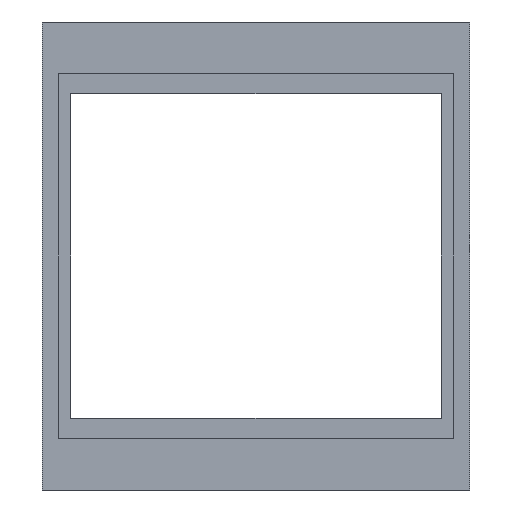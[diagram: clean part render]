
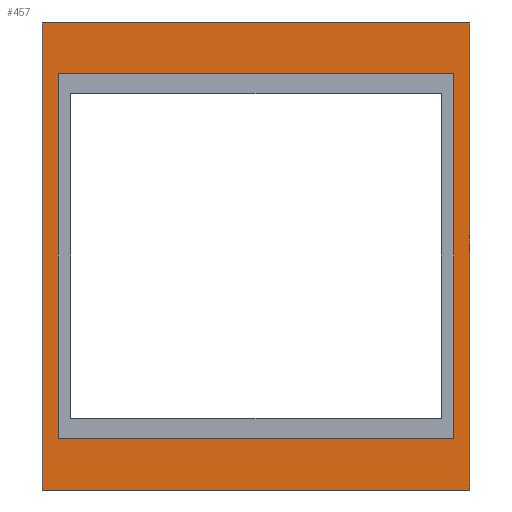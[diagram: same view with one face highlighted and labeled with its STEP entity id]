
A CAD part, front view. The second image highlights one B-rep face of the part: STEP entity #457.
In plain terms, the highlighted planar face has unit normal (0, -1, 0).
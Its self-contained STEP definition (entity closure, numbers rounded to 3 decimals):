
#443=AXIS2_PLACEMENT_3D('Plane Axis2P3D',#440,#441,#442) ;
#174=CARTESIAN_POINT('Vertex',(-52.25,174.,66.723)) ;
#177=CARTESIAN_POINT('Line Origine',(0.,174.,66.723)) ;
#181=CARTESIAN_POINT('Vertex',(52.25,174.,66.723)) ;
#214=CARTESIAN_POINT('Vertex',(52.25,174.,-47.577)) ;
#217=CARTESIAN_POINT('Line Origine',(0.,174.,-47.577)) ;
#221=CARTESIAN_POINT('Vertex',(-52.25,174.,-47.577)) ;
#269=CARTESIAN_POINT('Line Origine',(-52.25,174.,9.573)) ;
#286=CARTESIAN_POINT('Line Origine',(52.25,174.,9.573)) ;
#353=CARTESIAN_POINT('Vertex',(-48.25,174.,-34.927)) ;
#356=CARTESIAN_POINT('Line Origine',(0.,174.,-34.927)) ;
#360=CARTESIAN_POINT('Vertex',(48.25,174.,-34.927)) ;
#384=CARTESIAN_POINT('Vertex',(48.25,174.,54.073)) ;
#387=CARTESIAN_POINT('Line Origine',(0.,174.,54.073)) ;
#391=CARTESIAN_POINT('Vertex',(-48.25,174.,54.073)) ;
#411=CARTESIAN_POINT('Line Origine',(-48.25,174.,9.573)) ;
#428=CARTESIAN_POINT('Line Origine',(48.25,174.,9.573)) ;
#440=CARTESIAN_POINT('Axis2P3D Location',(0.,174.,66.723)) ;
#178=DIRECTION('Vector Direction',(1.,0.,0.)) ;
#218=DIRECTION('Vector Direction',(1.,0.,0.)) ;
#270=DIRECTION('Vector Direction',(0.,0.,1.)) ;
#287=DIRECTION('Vector Direction',(0.,0.,-1.)) ;
#357=DIRECTION('Vector Direction',(1.,0.,0.)) ;
#388=DIRECTION('Vector Direction',(1.,0.,0.)) ;
#412=DIRECTION('Vector Direction',(0.,0.,-1.)) ;
#429=DIRECTION('Vector Direction',(0.,0.,-1.)) ;
#441=DIRECTION('Axis2P3D Direction',(0.,-1.,0.)) ;
#442=DIRECTION('Axis2P3D XDirection',(0.,0.,-1.)) ;
#179=VECTOR('Line Direction',#178,1.) ;
#219=VECTOR('Line Direction',#218,1.) ;
#271=VECTOR('Line Direction',#270,1.) ;
#288=VECTOR('Line Direction',#287,1.) ;
#358=VECTOR('Line Direction',#357,1.) ;
#389=VECTOR('Line Direction',#388,1.) ;
#413=VECTOR('Line Direction',#412,1.) ;
#430=VECTOR('Line Direction',#429,1.) ;
#446=ORIENTED_EDGE('',*,*,#223,.T.) ;
#447=ORIENTED_EDGE('',*,*,#290,.F.) ;
#448=ORIENTED_EDGE('',*,*,#183,.F.) ;
#449=ORIENTED_EDGE('',*,*,#273,.T.) ;
#452=ORIENTED_EDGE('',*,*,#432,.T.) ;
#453=ORIENTED_EDGE('',*,*,#362,.F.) ;
#454=ORIENTED_EDGE('',*,*,#415,.F.) ;
#455=ORIENTED_EDGE('',*,*,#393,.T.) ;
#456=FACE_BOUND('',#451,.T.) ;
#457=ADVANCED_FACE('Mostrina',(#450,#456),#444,.T.) ;
#183=EDGE_CURVE('',#175,#182,#180,.T.) ;
#223=EDGE_CURVE('',#222,#215,#220,.T.) ;
#273=EDGE_CURVE('',#175,#222,#272,.F.) ;
#290=EDGE_CURVE('',#182,#215,#289,.T.) ;
#362=EDGE_CURVE('',#354,#361,#359,.T.) ;
#393=EDGE_CURVE('',#392,#385,#390,.T.) ;
#415=EDGE_CURVE('',#392,#354,#414,.T.) ;
#432=EDGE_CURVE('',#385,#361,#431,.T.) ;
#445=EDGE_LOOP('',(#446,#447,#448,#449)) ;
#451=EDGE_LOOP('',(#452,#453,#454,#455)) ;
#450=FACE_OUTER_BOUND('',#445,.T.) ;
#180=LINE('Line',#177,#179) ;
#220=LINE('Line',#217,#219) ;
#272=LINE('Line',#269,#271) ;
#289=LINE('Line',#286,#288) ;
#359=LINE('Line',#356,#358) ;
#390=LINE('Line',#387,#389) ;
#414=LINE('Line',#411,#413) ;
#431=LINE('Line',#428,#430) ;
#444=PLANE('',#443) ;
#175=VERTEX_POINT('',#174) ;
#182=VERTEX_POINT('',#181) ;
#215=VERTEX_POINT('',#214) ;
#222=VERTEX_POINT('',#221) ;
#354=VERTEX_POINT('',#353) ;
#361=VERTEX_POINT('',#360) ;
#385=VERTEX_POINT('',#384) ;
#392=VERTEX_POINT('',#391) ;
